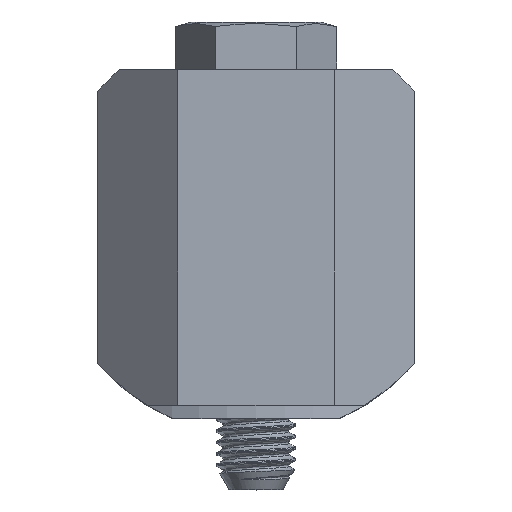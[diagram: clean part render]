
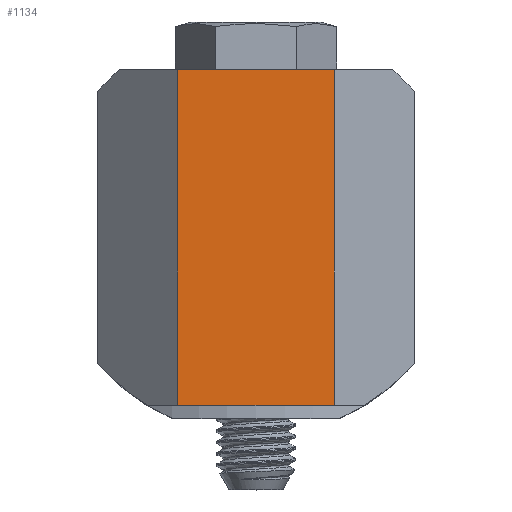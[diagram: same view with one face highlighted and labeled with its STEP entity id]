
A CAD part, top view. The second image highlights one B-rep face of the part: STEP entity #1134.
In plain terms, the highlighted planar face has unit normal (0, 0, 1).
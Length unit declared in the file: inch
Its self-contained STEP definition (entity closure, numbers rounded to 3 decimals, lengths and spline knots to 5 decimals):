
#199=FACE_OUTER_BOUND('',#286,.T.);
#286=EDGE_LOOP('',(#835,#836,#837,#838));
#368=LINE('',#1785,#432);
#371=LINE('',#1803,#435);
#372=LINE('',#1804,#436);
#373=LINE('',#1805,#437);
#432=VECTOR('',#1490,0.3937);
#435=VECTOR('',#1509,0.3937);
#436=VECTOR('',#1510,0.3937);
#437=VECTOR('',#1511,0.3937);
#507=VERTEX_POINT('',#1782);
#508=VERTEX_POINT('',#1784);
#514=VERTEX_POINT('',#1801);
#515=VERTEX_POINT('',#1802);
#626=EDGE_CURVE('',#507,#508,#368,.T.);
#633=EDGE_CURVE('',#514,#515,#371,.T.);
#634=EDGE_CURVE('',#508,#515,#372,.T.);
#635=EDGE_CURVE('',#514,#507,#373,.T.);
#835=ORIENTED_EDGE('',*,*,#633,.T.);
#836=ORIENTED_EDGE('',*,*,#634,.F.);
#837=ORIENTED_EDGE('',*,*,#626,.F.);
#838=ORIENTED_EDGE('',*,*,#635,.F.);
#1012=PLANE('',#1284);
#1134=ADVANCED_FACE('',(#199),#1012,.T.);
#1284=AXIS2_PLACEMENT_3D('',#1800,#1507,#1508);
#1490=DIRECTION('',(1.,0.,0.));
#1507=DIRECTION('center_axis',(0.,0.,1.));
#1508=DIRECTION('ref_axis',(1.,0.,0.));
#1509=DIRECTION('',(1.,0.,0.));
#1510=DIRECTION('',(0.,-1.,0.));
#1511=DIRECTION('',(0.,1.,0.));
#1782=CARTESIAN_POINT('',(-0.62633,1.08952,0.669));
#1784=CARTESIAN_POINT('',(-0.13633,1.08952,0.669));
#1785=CARTESIAN_POINT('',(0.11367,1.08952,0.669));
#1800=CARTESIAN_POINT('Origin',(-0.87633,-0.00048,
0.669));
#1801=CARTESIAN_POINT('',(-0.62633,0.03952,0.669));
#1802=CARTESIAN_POINT('',(-0.13633,0.03952,0.669));
#1803=CARTESIAN_POINT('',(-0.62883,0.03952,0.669));
#1804=CARTESIAN_POINT('',(-0.13633,-0.00048,0.669));
#1805=CARTESIAN_POINT('',(-0.62633,-0.00048,0.669));
